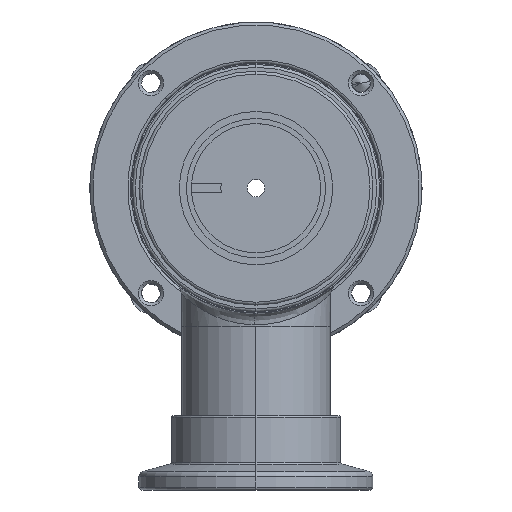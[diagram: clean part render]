
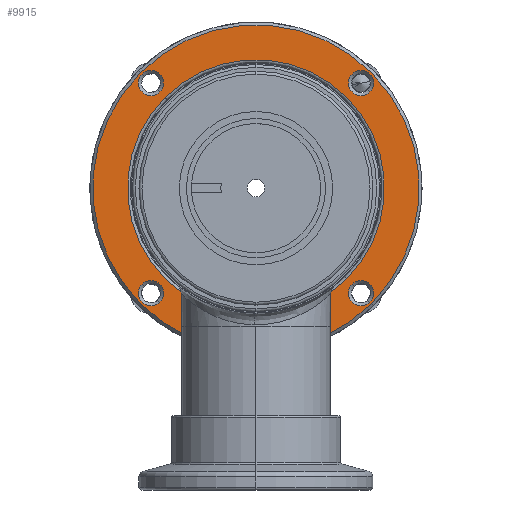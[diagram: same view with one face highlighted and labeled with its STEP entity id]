
A CAD part, front view. The second image highlights one B-rep face of the part: STEP entity #9915.
In plain terms, the highlighted planar face has unit normal (0, -1, 0).
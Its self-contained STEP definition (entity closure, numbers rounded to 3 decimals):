
#232 = ORIENTED_EDGE ( 'NONE', *, *, #6247, .T. ) ;
#258 = VERTEX_POINT ( 'NONE', #2786 ) ;
#378 = AXIS2_PLACEMENT_3D ( 'NONE', #2443, #9853, #3497 ) ;
#456 = CARTESIAN_POINT ( 'NONE',  ( -17.961, 34.1, 17.961 ) ) ;
#476 = VERTEX_POINT ( 'NONE', #12033 ) ;
#492 = DIRECTION ( 'NONE',  ( 0.707, 0., -0.707 ) ) ;
#497 = DIRECTION ( 'NONE',  ( 0.707, 0., -0.707 ) ) ;
#577 = CIRCLE ( 'NONE', #2284, 2.15 ) ;
#776 = DIRECTION ( 'NONE',  ( 0., -1., 0. ) ) ;
#813 = AXIS2_PLACEMENT_3D ( 'NONE', #3962, #11384, #5028 ) ;
#927 = EDGE_CURVE ( 'NONE', #4085, #1392, #7255, .T. ) ;
#1005 = CARTESIAN_POINT ( 'NONE',  ( 17.961, 34.1, 17.961 ) ) ;
#1096 = ORIENTED_EDGE ( 'NONE', *, *, #4984, .T. ) ;
#1201 = EDGE_CURVE ( 'NONE', #4768, #2729, #6387, .T. ) ;
#1392 = VERTEX_POINT ( 'NONE', #7678 ) ;
#1476 = PLANE ( 'NONE',  #2991 ) ;
#1798 = DIRECTION ( 'NONE',  ( 0.707, 0., -0.707 ) ) ;
#1858 = FACE_OUTER_BOUND ( 'NONE', #4286, .T. ) ;
#1890 = DIRECTION ( 'NONE',  ( 0., 1., 0. ) ) ;
#2114 = ORIENTED_EDGE ( 'NONE', *, *, #5716, .T. ) ;
#2147 = CIRCLE ( 'NONE', #11078, 2.15 ) ;
#2284 = AXIS2_PLACEMENT_3D ( 'NONE', #1005, #8083, #1798 ) ;
#2406 = EDGE_CURVE ( 'NONE', #1392, #4085, #7259, .T. ) ;
#2422 = CIRCLE ( 'NONE', #10320, 27.9 ) ;
#2443 = CARTESIAN_POINT ( 'NONE',  ( 17.961, 34.1, -17.961 ) ) ;
#2514 = ORIENTED_EDGE ( 'NONE', *, *, #9872, .T. ) ;
#2621 = CARTESIAN_POINT ( 'NONE',  ( 20.082, 34.1, 20.082 ) ) ;
#2675 = AXIS2_PLACEMENT_3D ( 'NONE', #4207, #3490, #7120 ) ;
#2729 = VERTEX_POINT ( 'NONE', #4421 ) ;
#2786 = CARTESIAN_POINT ( 'NONE',  ( 19.481, 34.1, 16.44 ) ) ;
#2991 = AXIS2_PLACEMENT_3D ( 'NONE', #2621, #10032, #3670 ) ;
#3096 = DIRECTION ( 'NONE',  ( 0., -1., 0. ) ) ;
#3124 = EDGE_LOOP ( 'NONE', ( #9136, #2514 ) ) ;
#3220 = VERTEX_POINT ( 'NONE', #7643 ) ;
#3449 = EDGE_CURVE ( 'NONE', #8597, #3220, #10361, .T. ) ;
#3490 = DIRECTION ( 'NONE',  ( 0., 1., 0. ) ) ;
#3497 = DIRECTION ( 'NONE',  ( 0.707, 0., -0.707 ) ) ;
#3579 = CIRCLE ( 'NONE', #12964, 2.15 ) ;
#3670 = DIRECTION ( 'NONE',  ( 0.707, 0., -0.707 ) ) ;
#3912 = ORIENTED_EDGE ( 'NONE', *, *, #11323, .T. ) ;
#3962 = CARTESIAN_POINT ( 'NONE',  ( 0., 34.1, 0. ) ) ;
#4057 = CIRCLE ( 'NONE', #4548, 27.9 ) ;
#4085 = VERTEX_POINT ( 'NONE', #5650 ) ;
#4163 = EDGE_LOOP ( 'NONE', ( #1096, #232 ) ) ;
#4207 = CARTESIAN_POINT ( 'NONE',  ( -17.961, 34.1, 17.961 ) ) ;
#4224 = CARTESIAN_POINT ( 'NONE',  ( 16.44, 34.1, -16.44 ) ) ;
#4286 = EDGE_LOOP ( 'NONE', ( #3912, #13097 ) ) ;
#4421 = CARTESIAN_POINT ( 'NONE',  ( -16.44, 34.1, -19.481 ) ) ;
#4522 = ORIENTED_EDGE ( 'NONE', *, *, #1201, .T. ) ;
#4548 = AXIS2_PLACEMENT_3D ( 'NONE', #6980, #776, #8038 ) ;
#4617 = FACE_BOUND ( 'NONE', #3124, .T. ) ;
#4743 = CIRCLE ( 'NONE', #7350, 2.15 ) ;
#4768 = VERTEX_POINT ( 'NONE', #11249 ) ;
#4970 = CARTESIAN_POINT ( 'NONE',  ( 16.44, 34.1, 19.481 ) ) ;
#4984 = EDGE_CURVE ( 'NONE', #5530, #258, #577, .T. ) ;
#5028 = DIRECTION ( 'NONE',  ( 0.707, 0., -0.707 ) ) ;
#5122 = EDGE_LOOP ( 'NONE', ( #12776, #8299 ) ) ;
#5195 = AXIS2_PLACEMENT_3D ( 'NONE', #7673, #12572, #13312 ) ;
#5224 = DIRECTION ( 'NONE',  ( 0., 1., 0. ) ) ;
#5288 = VERTEX_POINT ( 'NONE', #4224 ) ;
#5530 = VERTEX_POINT ( 'NONE', #4970 ) ;
#5650 = CARTESIAN_POINT ( 'NONE',  ( -16.44, 34.1, 16.44 ) ) ;
#5716 = EDGE_CURVE ( 'NONE', #2729, #4768, #4743, .T. ) ;
#6247 = EDGE_CURVE ( 'NONE', #258, #5530, #3579, .T. ) ;
#6306 = CARTESIAN_POINT ( 'NONE',  ( 17.961, 34.1, 17.961 ) ) ;
#6387 = CIRCLE ( 'NONE', #11379, 2.15 ) ;
#6674 = DIRECTION ( 'NONE',  ( 0., 1., 0. ) ) ;
#6967 = CARTESIAN_POINT ( 'NONE',  ( 15.521, 34.1, -15.521 ) ) ;
#6980 = CARTESIAN_POINT ( 'NONE',  ( 0., 34.1, 0. ) ) ;
#6993 = ORIENTED_EDGE ( 'NONE', *, *, #2406, .T. ) ;
#7064 = DIRECTION ( 'NONE',  ( 0.707, 0., -0.707 ) ) ;
#7120 = DIRECTION ( 'NONE',  ( 0.707, 0., -0.707 ) ) ;
#7138 = CIRCLE ( 'NONE', #378, 2.15 ) ;
#7255 = CIRCLE ( 'NONE', #2675, 2.15 ) ;
#7259 = CIRCLE ( 'NONE', #8528, 2.15 ) ;
#7350 = AXIS2_PLACEMENT_3D ( 'NONE', #8179, #1890, #12005 ) ;
#7405 = EDGE_LOOP ( 'NONE', ( #6993, #9211 ) ) ;
#7503 = VERTEX_POINT ( 'NONE', #8539 ) ;
#7643 = CARTESIAN_POINT ( 'NONE',  ( -15.521, 34.1, 15.521 ) ) ;
#7673 = CARTESIAN_POINT ( 'NONE',  ( 0., 34.1, 0. ) ) ;
#7678 = CARTESIAN_POINT ( 'NONE',  ( -19.481, 34.1, 19.481 ) ) ;
#7783 = DIRECTION ( 'NONE',  ( 0., 1., 0. ) ) ;
#8038 = DIRECTION ( 'NONE',  ( 0.707, 0., -0.707 ) ) ;
#8083 = DIRECTION ( 'NONE',  ( 0., 1., 0. ) ) ;
#8109 = CIRCLE ( 'NONE', #813, 21.95 ) ;
#8179 = CARTESIAN_POINT ( 'NONE',  ( -17.961, 34.1, -17.961 ) ) ;
#8299 = ORIENTED_EDGE ( 'NONE', *, *, #9642, .T. ) ;
#8528 = AXIS2_PLACEMENT_3D ( 'NONE', #456, #11994, #497 ) ;
#8539 = CARTESIAN_POINT ( 'NONE',  ( 19.481, 34.1, -19.481 ) ) ;
#8597 = VERTEX_POINT ( 'NONE', #6967 ) ;
#9136 = ORIENTED_EDGE ( 'NONE', *, *, #9478, .T. ) ;
#9211 = ORIENTED_EDGE ( 'NONE', *, *, #927, .T. ) ;
#9449 = CARTESIAN_POINT ( 'NONE',  ( 0., 34.1, 0. ) ) ;
#9478 = EDGE_CURVE ( 'NONE', #5288, #7503, #7138, .T. ) ;
#9642 = EDGE_CURVE ( 'NONE', #3220, #8597, #8109, .T. ) ;
#9853 = DIRECTION ( 'NONE',  ( 0., 1., 0. ) ) ;
#9872 = EDGE_CURVE ( 'NONE', #7503, #5288, #2147, .T. ) ;
#9915 = ADVANCED_FACE ( 'NONE', ( #4617, #10576, #10258, #1858, #12769, #9934 ), #1476, .F. ) ;
#9934 = FACE_BOUND ( 'NONE', #13092, .T. ) ;
#10032 = DIRECTION ( 'NONE',  ( 0., 1., 0. ) ) ;
#10258 = FACE_BOUND ( 'NONE', #7405, .T. ) ;
#10320 = AXIS2_PLACEMENT_3D ( 'NONE', #9449, #3096, #10496 ) ;
#10361 = CIRCLE ( 'NONE', #5195, 21.95 ) ;
#10414 = CARTESIAN_POINT ( 'NONE',  ( 19.728, 34.1, -19.728 ) ) ;
#10496 = DIRECTION ( 'NONE',  ( 0.707, 0., -0.707 ) ) ;
#10576 = FACE_BOUND ( 'NONE', #4163, .T. ) ;
#10792 = CARTESIAN_POINT ( 'NONE',  ( -17.961, 34.1, -17.961 ) ) ;
#10933 = EDGE_CURVE ( 'NONE', #476, #11989, #2422, .T. ) ;
#11078 = AXIS2_PLACEMENT_3D ( 'NONE', #13043, #6674, #492 ) ;
#11249 = CARTESIAN_POINT ( 'NONE',  ( -19.481, 34.1, -16.44 ) ) ;
#11323 = EDGE_CURVE ( 'NONE', #11989, #476, #4057, .T. ) ;
#11379 = AXIS2_PLACEMENT_3D ( 'NONE', #10792, #7783, #13251 ) ;
#11384 = DIRECTION ( 'NONE',  ( 0., 1., 0. ) ) ;
#11989 = VERTEX_POINT ( 'NONE', #10414 ) ;
#11994 = DIRECTION ( 'NONE',  ( 0., 1., 0. ) ) ;
#12005 = DIRECTION ( 'NONE',  ( 0.707, 0., -0.707 ) ) ;
#12033 = CARTESIAN_POINT ( 'NONE',  ( -19.728, 34.1, 19.728 ) ) ;
#12572 = DIRECTION ( 'NONE',  ( 0., 1., 0. ) ) ;
#12769 = FACE_BOUND ( 'NONE', #5122, .T. ) ;
#12776 = ORIENTED_EDGE ( 'NONE', *, *, #3449, .T. ) ;
#12964 = AXIS2_PLACEMENT_3D ( 'NONE', #6306, #5224, #7064 ) ;
#13043 = CARTESIAN_POINT ( 'NONE',  ( 17.961, 34.1, -17.961 ) ) ;
#13092 = EDGE_LOOP ( 'NONE', ( #4522, #2114 ) ) ;
#13097 = ORIENTED_EDGE ( 'NONE', *, *, #10933, .T. ) ;
#13251 = DIRECTION ( 'NONE',  ( 0.707, 0., -0.707 ) ) ;
#13312 = DIRECTION ( 'NONE',  ( 0.707, 0., -0.707 ) ) ;
